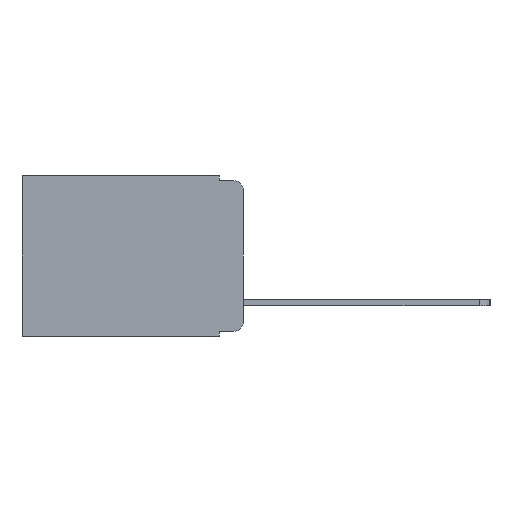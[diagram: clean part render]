
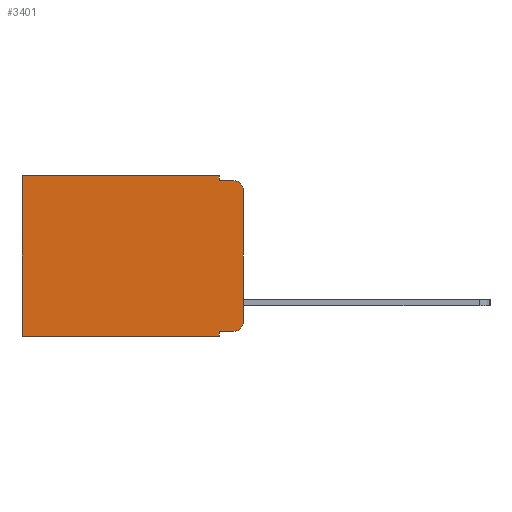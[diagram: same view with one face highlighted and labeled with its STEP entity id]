
A CAD part, left-side view. The second image highlights one B-rep face of the part: STEP entity #3401.
In plain terms, the highlighted planar face has unit normal (-1, 0, 0).
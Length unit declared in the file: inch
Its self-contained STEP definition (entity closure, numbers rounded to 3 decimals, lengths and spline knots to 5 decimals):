
#75 = VERTEX_POINT ( 'NONE', #6771 ) ;
#122 = CARTESIAN_POINT ( 'NONE',  ( 0.298, 0., 0. ) ) ;
#177 = DIRECTION ( 'NONE',  ( 0., 0., -1. ) ) ;
#316 = DIRECTION ( 'NONE',  ( 0., 0., -1. ) ) ;
#328 = DIRECTION ( 'NONE',  ( 1., 0., 0. ) ) ;
#834 = EDGE_CURVE ( 'NONE', #5893, #75, #9158, .T. ) ;
#867 = ORIENTED_EDGE ( 'NONE', *, *, #834, .T. ) ;
#940 = LINE ( 'NONE', #2800, #7357 ) ;
#958 = EDGE_CURVE ( 'NONE', #9971, #5893, #8255, .T. ) ;
#999 = CARTESIAN_POINT ( 'NONE',  ( 0.298, 0.473, 0. ) ) ;
#1125 = EDGE_CURVE ( 'NONE', #3593, #8391, #10276, .T. ) ;
#1311 = AXIS2_PLACEMENT_3D ( 'NONE', #1380, #6691, #8815 ) ;
#1318 = CARTESIAN_POINT ( 'NONE',  ( 0.298, 0.051, 0. ) ) ;
#1380 = CARTESIAN_POINT ( 'NONE',  ( 0.298, 0.02, -0.03 ) ) ;
#1802 = CARTESIAN_POINT ( 'NONE',  ( 0.298, 0.051, -0.01 ) ) ;
#1903 = ORIENTED_EDGE ( 'NONE', *, *, #958, .T. ) ;
#1955 = FACE_OUTER_BOUND ( 'NONE', #2742, .T. ) ;
#2064 = VERTEX_POINT ( 'NONE', #1318 ) ;
#2068 = VERTEX_POINT ( 'NONE', #4838 ) ;
#2145 = CARTESIAN_POINT ( 'NONE',  ( 0.298, 0., 0. ) ) ;
#2225 = ORIENTED_EDGE ( 'NONE', *, *, #2499, .T. ) ;
#2290 = DIRECTION ( 'NONE',  ( 0., 1., 0. ) ) ;
#2369 = DIRECTION ( 'NONE',  ( 0., 0., -1. ) ) ;
#2499 = EDGE_CURVE ( 'NONE', #2753, #2068, #7858, .T. ) ;
#2566 = EDGE_CURVE ( 'NONE', #9971, #3593, #940, .T. ) ;
#2593 = CARTESIAN_POINT ( 'NONE',  ( 0.298, 0.02, -0.313 ) ) ;
#2606 = DIRECTION ( 'NONE',  ( -1., 0., 0. ) ) ;
#2742 = EDGE_LOOP ( 'NONE', ( #4436, #2225, #7800, #10516, #5292, #10181, #10871, #9614, #1903, #867 ) ) ;
#2753 = VERTEX_POINT ( 'NONE', #9155 ) ;
#2800 = CARTESIAN_POINT ( 'NONE',  ( 0.298, 0.051, 0. ) ) ;
#2907 = CARTESIAN_POINT ( 'NONE',  ( 0.298, 0.051, -0.343 ) ) ;
#3075 = VECTOR ( 'NONE', #4241, 39.37008 ) ;
#3270 = DIRECTION ( 'NONE',  ( 0., 0., -1. ) ) ;
#3401 = ADVANCED_FACE ( 'NONE', ( #1955 ), #3567, .F. ) ;
#3567 = PLANE ( 'NONE',  #10308 ) ;
#3593 = VERTEX_POINT ( 'NONE', #2907 ) ;
#3752 = VECTOR ( 'NONE', #177, 39.37008 ) ;
#3870 = VERTEX_POINT ( 'NONE', #999 ) ;
#4148 = EDGE_CURVE ( 'NONE', #2753, #75, #8309, .T. ) ;
#4241 = DIRECTION ( 'NONE',  ( 0., 0., -1. ) ) ;
#4320 = LINE ( 'NONE', #10487, #6655 ) ;
#4436 = ORIENTED_EDGE ( 'NONE', *, *, #4148, .F. ) ;
#4807 = LINE ( 'NONE', #9818, #8898 ) ;
#4838 = CARTESIAN_POINT ( 'NONE',  ( 0.298, 0.02, -0.01 ) ) ;
#4878 = EDGE_CURVE ( 'NONE', #2064, #6478, #4320, .T. ) ;
#5177 = CARTESIAN_POINT ( 'NONE',  ( 0.298, 0.02, -0.333 ) ) ;
#5292 = ORIENTED_EDGE ( 'NONE', *, *, #8522, .T. ) ;
#5324 = AXIS2_PLACEMENT_3D ( 'NONE', #2593, #2606, #2369 ) ;
#5640 = CARTESIAN_POINT ( 'NONE',  ( 0.298, 0.051, -0.333 ) ) ;
#5893 = VERTEX_POINT ( 'NONE', #5177 ) ;
#6478 = VERTEX_POINT ( 'NONE', #9092 ) ;
#6655 = VECTOR ( 'NONE', #6734, 39.37008 ) ;
#6682 = LINE ( 'NONE', #1802, #10456 ) ;
#6691 = DIRECTION ( 'NONE',  ( -1., 0., 0. ) ) ;
#6734 = DIRECTION ( 'NONE',  ( 0., 0., -1. ) ) ;
#6771 = CARTESIAN_POINT ( 'NONE',  ( 0.298, 0., -0.313 ) ) ;
#7223 = EDGE_CURVE ( 'NONE', #3870, #8391, #7753, .T. ) ;
#7357 = VECTOR ( 'NONE', #3270, 39.37008 ) ;
#7705 = DIRECTION ( 'NONE',  ( 0., -1., 0. ) ) ;
#7753 = LINE ( 'NONE', #8459, #3075 ) ;
#7800 = ORIENTED_EDGE ( 'NONE', *, *, #9431, .F. ) ;
#7858 = CIRCLE ( 'NONE', #1311, 0.02 ) ;
#8255 = LINE ( 'NONE', #5640, #9938 ) ;
#8309 = LINE ( 'NONE', #2145, #3752 ) ;
#8364 = VECTOR ( 'NONE', #9223, 39.37008 ) ;
#8391 = VERTEX_POINT ( 'NONE', #9014 ) ;
#8459 = CARTESIAN_POINT ( 'NONE',  ( 0.298, 0.473, 0. ) ) ;
#8522 = EDGE_CURVE ( 'NONE', #2064, #3870, #4807, .T. ) ;
#8785 = CARTESIAN_POINT ( 'NONE',  ( 0.298, 0., -0.343 ) ) ;
#8793 = DIRECTION ( 'NONE',  ( 0., -1., 0. ) ) ;
#8815 = DIRECTION ( 'NONE',  ( 0., 0., -1. ) ) ;
#8898 = VECTOR ( 'NONE', #2290, 39.37008 ) ;
#9014 = CARTESIAN_POINT ( 'NONE',  ( 0.298, 0.473, -0.343 ) ) ;
#9092 = CARTESIAN_POINT ( 'NONE',  ( 0.298, 0.051, -0.01 ) ) ;
#9155 = CARTESIAN_POINT ( 'NONE',  ( 0.298, 0., -0.03 ) ) ;
#9158 = CIRCLE ( 'NONE', #5324, 0.02 ) ;
#9223 = DIRECTION ( 'NONE',  ( 0., 1., 0. ) ) ;
#9431 = EDGE_CURVE ( 'NONE', #6478, #2068, #6682, .T. ) ;
#9614 = ORIENTED_EDGE ( 'NONE', *, *, #2566, .F. ) ;
#9818 = CARTESIAN_POINT ( 'NONE',  ( 0.298, 0., 0. ) ) ;
#9938 = VECTOR ( 'NONE', #7705, 39.37008 ) ;
#9971 = VERTEX_POINT ( 'NONE', #10060 ) ;
#10060 = CARTESIAN_POINT ( 'NONE',  ( 0.298, 0.051, -0.333 ) ) ;
#10181 = ORIENTED_EDGE ( 'NONE', *, *, #7223, .T. ) ;
#10276 = LINE ( 'NONE', #8785, #8364 ) ;
#10308 = AXIS2_PLACEMENT_3D ( 'NONE', #122, #328, #316 ) ;
#10456 = VECTOR ( 'NONE', #8793, 39.37008 ) ;
#10487 = CARTESIAN_POINT ( 'NONE',  ( 0.298, 0.051, 0. ) ) ;
#10516 = ORIENTED_EDGE ( 'NONE', *, *, #4878, .F. ) ;
#10871 = ORIENTED_EDGE ( 'NONE', *, *, #1125, .F. ) ;
